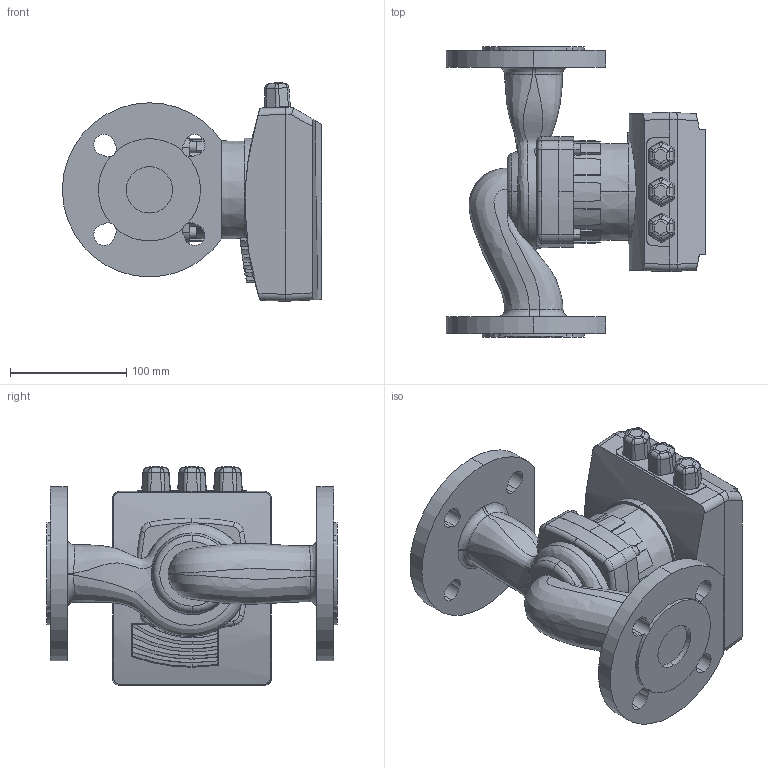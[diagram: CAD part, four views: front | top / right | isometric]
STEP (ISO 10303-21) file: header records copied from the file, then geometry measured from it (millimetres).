
FILE_DESCRIPTION (( 'STEP AP203' ), '1' );
FILE_NAME ('A401-1.STEP', '2010-10-29T08:50:10', ( ' ' ), ( '' ), 'SwSTEP 2.0', 'SolidWorks 2008', '' );
FILE_SCHEMA (( 'CONFIG_CONTROL_DESIGN' ));
Length unit declared in the file: millimetre
Products named in the file (3): A401-1; Pumpengehäuse_Standard; Motor kompl_Standard
Assembly tree (2 placements, depth 2):
  A401-1
    Pumpengehäuse_Standard
    Motor kompl_Standard
Bounding box: 223.4 x 250 x 188.32 mm (x, y, z)
Volume: 2874476.8 mm3; surface area: 264565.7 mm2
Topology: 4 solids, 4 shells, 505 faces, 1309 edges, 833 vertices
Faces by surface type: cylinder 202, plane 195, bspline 63, cone 18, torus 15, sphere 12
Entity records: 25759 total; most frequent: CARTESIAN_POINT 13747, ORIENTED_EDGE 2618, DIRECTION 2279, EDGE_CURVE 1309, AXIS2_PLACEMENT_3D 839, VERTEX_POINT 833, VECTOR 601, LINE 601
